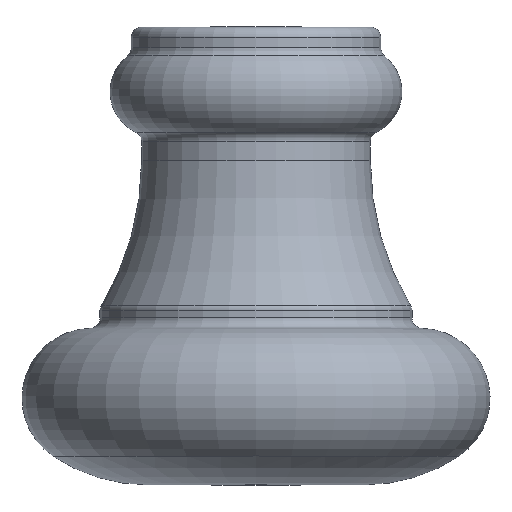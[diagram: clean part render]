
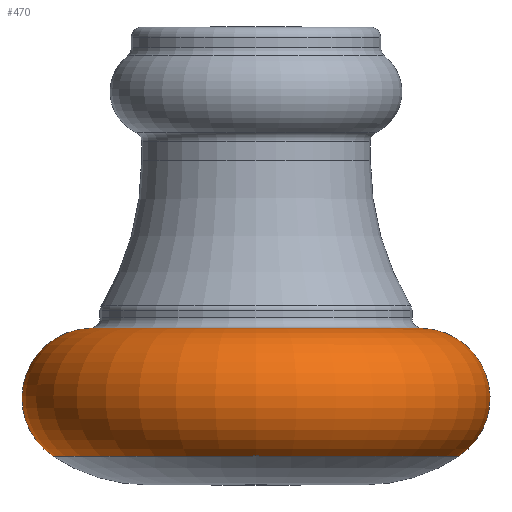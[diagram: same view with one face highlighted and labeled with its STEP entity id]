
A CAD part, top view. The second image highlights one B-rep face of the part: STEP entity #470.
In plain terms, the highlighted toroidal (fillet/blend) face has major radius 15.786 mm and minor radius 6.714 mm.
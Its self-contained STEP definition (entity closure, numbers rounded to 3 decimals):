
#32 = CIRCLE ( 'NONE', #460, 6.714 ) ;
#62 = CIRCLE ( 'NONE', #200, 19.497 ) ;
#194 = DIRECTION ( 'NONE',  ( -1., 0., 0. ) ) ;
#195 = DIRECTION ( 'NONE',  ( 0., 0., -1. ) ) ;
#198 = DIRECTION ( 'NONE',  ( 1., 0., 0. ) ) ;
#200 = AXIS2_PLACEMENT_3D ( 'NONE', #239, #238, #236 ) ;
#203 = CARTESIAN_POINT ( 'NONE',  ( 0., 15.044, 0. ) ) ;
#209 = CARTESIAN_POINT ( 'NONE',  ( -15.786, 8.333, 0. ) ) ;
#218 = VERTEX_POINT ( 'NONE', #335 ) ;
#225 = DIRECTION ( 'NONE',  ( 0., -1., 0. ) ) ;
#236 = DIRECTION ( 'NONE',  ( -1., 0., 0. ) ) ;
#238 = DIRECTION ( 'NONE',  ( 0., 1., 0. ) ) ;
#239 = CARTESIAN_POINT ( 'NONE',  ( 0., 2.738, 0. ) ) ;
#263 = EDGE_CURVE ( 'NONE', #663, #391, #417, .T. ) ;
#335 = CARTESIAN_POINT ( 'NONE',  ( 19.497, 2.738, 0. ) ) ;
#381 = AXIS2_PLACEMENT_3D ( 'NONE', #732, #745, #716 ) ;
#391 = VERTEX_POINT ( 'NONE', #865 ) ;
#417 = CIRCLE ( 'NONE', #1067, 15.972 ) ;
#460 = AXIS2_PLACEMENT_3D ( 'NONE', #209, #195, #194 ) ;
#464 = CARTESIAN_POINT ( 'NONE',  ( -19.497, 2.738, 0. ) ) ;
#470 = ADVANCED_FACE ( 'NONE', ( #997 ), #896, .T. ) ;
#471 = CARTESIAN_POINT ( 'NONE',  ( 15.972, 15.044, 0. ) ) ;
#520 = ORIENTED_EDGE ( 'NONE', *, *, #839, .T. ) ;
#555 = DIRECTION ( 'NONE',  ( 1., 0., 0. ) ) ;
#556 = DIRECTION ( 'NONE',  ( 0., 0., 1. ) ) ;
#558 = CARTESIAN_POINT ( 'NONE',  ( 15.786, 8.333, 0. ) ) ;
#566 = EDGE_CURVE ( 'NONE', #218, #663, #709, .T. ) ;
#663 = VERTEX_POINT ( 'NONE', #471 ) ;
#691 = VERTEX_POINT ( 'NONE', #464 ) ;
#692 = ORIENTED_EDGE ( 'NONE', *, *, #263, .T. ) ;
#706 = ORIENTED_EDGE ( 'NONE', *, *, #861, .F. ) ;
#709 = CIRCLE ( 'NONE', #826, 6.714 ) ;
#716 = DIRECTION ( 'NONE',  ( -1., 0., 0. ) ) ;
#732 = CARTESIAN_POINT ( 'NONE',  ( 0., 8.333, 0. ) ) ;
#745 = DIRECTION ( 'NONE',  ( 0., 1., 0. ) ) ;
#826 = AXIS2_PLACEMENT_3D ( 'NONE', #558, #556, #555 ) ;
#839 = EDGE_CURVE ( 'NONE', #691, #218, #62, .T. ) ;
#861 = EDGE_CURVE ( 'NONE', #691, #391, #32, .T. ) ;
#865 = CARTESIAN_POINT ( 'NONE',  ( -15.972, 15.044, 0. ) ) ;
#896 = TOROIDAL_SURFACE ( 'NONE', #381, 15.786, 6.714 ) ;
#997 = FACE_OUTER_BOUND ( 'NONE', #1029, .T. ) ;
#1029 = EDGE_LOOP ( 'NONE', ( #520, #1052, #692, #706 ) ) ;
#1052 = ORIENTED_EDGE ( 'NONE', *, *, #566, .T. ) ;
#1067 = AXIS2_PLACEMENT_3D ( 'NONE', #203, #225, #198 ) ;
